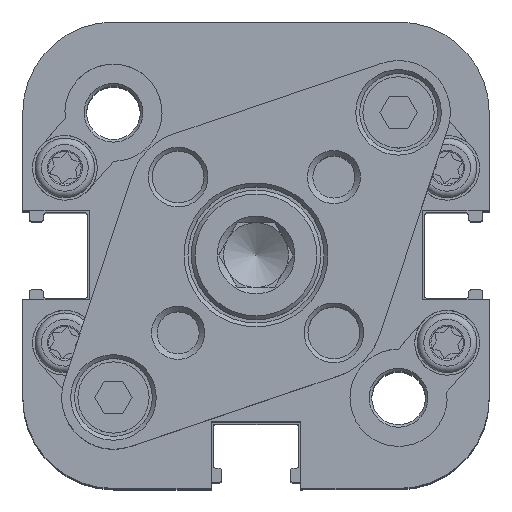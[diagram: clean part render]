
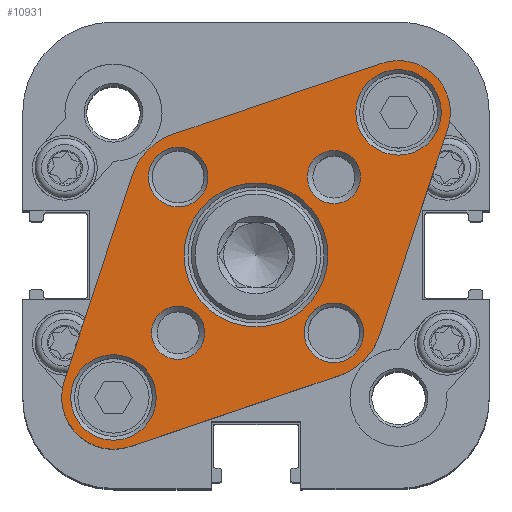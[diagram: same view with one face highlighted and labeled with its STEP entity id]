
A CAD part, top view. The second image highlights one B-rep face of the part: STEP entity #10931.
In plain terms, the highlighted planar face has unit normal (0, 0, 1).
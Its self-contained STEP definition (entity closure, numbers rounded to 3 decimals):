
#814=LINE('',#17798,#1616);
#820=LINE('',#17833,#1622);
#822=LINE('',#17837,#1624);
#825=LINE('',#17844,#1627);
#1616=VECTOR('',#14420,16.737);
#1622=VECTOR('',#14454,17.031);
#1624=VECTOR('',#14458,17.031);
#1627=VECTOR('',#14467,16.737);
#2230=PLANE('',#11992);
#2586=FACE_BOUND('',#4098,.T.);
#2587=FACE_BOUND('',#4099,.T.);
#2588=FACE_BOUND('',#4100,.T.);
#2589=FACE_BOUND('',#4101,.T.);
#2590=FACE_BOUND('',#4102,.T.);
#2591=FACE_BOUND('',#4103,.T.);
#2592=FACE_BOUND('',#4104,.T.);
#3142=FACE_OUTER_BOUND('',#4097,.T.);
#4097=EDGE_LOOP('',(#9096,#9097,#9098,#9099,#9100,#9101,#9102,#9103));
#4098=EDGE_LOOP('',(#9104));
#4099=EDGE_LOOP('',(#9105));
#4100=EDGE_LOOP('',(#9106));
#4101=EDGE_LOOP('',(#9107));
#4102=EDGE_LOOP('',(#9108));
#4103=EDGE_LOOP('',(#9109));
#4104=EDGE_LOOP('',(#9110));
#4826=CIRCLE('',#11955,5.);
#4837=CIRCLE('',#11969,5.);
#4838=CIRCLE('',#11973,4.);
#4839=CIRCLE('',#11976,4.);
#4847=CIRCLE('',#11991,3.3);
#4848=CIRCLE('',#11993,3.3);
#4849=CIRCLE('',#11994,2.3);
#4850=CIRCLE('',#11995,2.05);
#4851=CIRCLE('',#11996,2.05);
#4852=CIRCLE('',#11997,2.3);
#4853=CIRCLE('',#11998,5.55);
#5647=VERTEX_POINT('',#17788);
#5648=VERTEX_POINT('',#17790);
#5650=VERTEX_POINT('',#17796);
#5663=VERTEX_POINT('',#17826);
#5664=VERTEX_POINT('',#17828);
#5665=VERTEX_POINT('',#17832);
#5666=VERTEX_POINT('',#17836);
#5667=VERTEX_POINT('',#17840);
#5675=VERTEX_POINT('',#17868);
#5676=VERTEX_POINT('',#17871);
#5677=VERTEX_POINT('',#17873);
#5678=VERTEX_POINT('',#17875);
#5679=VERTEX_POINT('',#17877);
#5680=VERTEX_POINT('',#17879);
#5681=VERTEX_POINT('',#17881);
#6879=EDGE_CURVE('',#5647,#5648,#4826,.T.);
#6883=EDGE_CURVE('',#5647,#5650,#814,.T.);
#6898=EDGE_CURVE('',#5663,#5664,#4837,.T.);
#6900=EDGE_CURVE('',#5665,#5664,#820,.T.);
#6902=EDGE_CURVE('',#5666,#5648,#822,.T.);
#6904=EDGE_CURVE('',#5667,#5666,#4838,.T.);
#6906=EDGE_CURVE('',#5663,#5667,#825,.T.);
#6907=EDGE_CURVE('',#5650,#5665,#4839,.T.);
#6915=EDGE_CURVE('',#5675,#5675,#4847,.T.);
#6916=EDGE_CURVE('',#5676,#5676,#4848,.T.);
#6917=EDGE_CURVE('',#5677,#5677,#4849,.T.);
#6918=EDGE_CURVE('',#5678,#5678,#4850,.T.);
#6919=EDGE_CURVE('',#5679,#5679,#4851,.T.);
#6920=EDGE_CURVE('',#5680,#5680,#4852,.T.);
#6921=EDGE_CURVE('',#5681,#5681,#4853,.T.);
#9096=ORIENTED_EDGE('',*,*,#6879,.F.);
#9097=ORIENTED_EDGE('',*,*,#6883,.T.);
#9098=ORIENTED_EDGE('',*,*,#6907,.T.);
#9099=ORIENTED_EDGE('',*,*,#6900,.T.);
#9100=ORIENTED_EDGE('',*,*,#6898,.F.);
#9101=ORIENTED_EDGE('',*,*,#6906,.T.);
#9102=ORIENTED_EDGE('',*,*,#6904,.T.);
#9103=ORIENTED_EDGE('',*,*,#6902,.T.);
#9104=ORIENTED_EDGE('',*,*,#6916,.F.);
#9105=ORIENTED_EDGE('',*,*,#6917,.F.);
#9106=ORIENTED_EDGE('',*,*,#6918,.T.);
#9107=ORIENTED_EDGE('',*,*,#6919,.T.);
#9108=ORIENTED_EDGE('',*,*,#6920,.F.);
#9109=ORIENTED_EDGE('',*,*,#6921,.F.);
#9110=ORIENTED_EDGE('',*,*,#6915,.F.);
#10931=ADVANCED_FACE('',(#3142,#2586,#2587,#2588,#2589,#2590,#2591,#2592),
#2230,.T.);
#11955=AXIS2_PLACEMENT_3D('',#17791,#14413,#14414);
#11969=AXIS2_PLACEMENT_3D('',#17829,#14449,#14450);
#11973=AXIS2_PLACEMENT_3D('',#17841,#14462,#14463);
#11976=AXIS2_PLACEMENT_3D('',#17846,#14470,#14471);
#11991=AXIS2_PLACEMENT_3D('',#17869,#14500,#14501);
#11992=AXIS2_PLACEMENT_3D('',#17870,#14502,#14503);
#11993=AXIS2_PLACEMENT_3D('',#17872,#14504,#14505);
#11994=AXIS2_PLACEMENT_3D('',#17874,#14506,#14507);
#11995=AXIS2_PLACEMENT_3D('',#17876,#14508,#14509);
#11996=AXIS2_PLACEMENT_3D('',#17878,#14510,#14511);
#11997=AXIS2_PLACEMENT_3D('',#17880,#14512,#14513);
#11998=AXIS2_PLACEMENT_3D('',#17882,#14514,#14515);
#14413=DIRECTION('center_axis',(0.,0.,
-1.));
#14414=DIRECTION('ref_axis',(-0.71,0.704,0.));
#14420=DIRECTION('',(-0.313,-0.95,0.));
#14449=DIRECTION('center_axis',(0.,0.,
-1.));
#14450=DIRECTION('ref_axis',(0.71,-0.704,0.));
#14454=DIRECTION('',(0.947,0.321,0.));
#14458=DIRECTION('',(-0.947,-0.321,0.));
#14462=DIRECTION('center_axis',(0.,0.,
1.));
#14463=DIRECTION('ref_axis',(1.,0.,0.));
#14467=DIRECTION('',(0.313,0.95,0.));
#14470=DIRECTION('center_axis',(0.,0.,
1.));
#14471=DIRECTION('ref_axis',(1.,0.,0.));
#14500=DIRECTION('center_axis',(0.,0.,
1.));
#14501=DIRECTION('ref_axis',(-1.,0.,0.));
#14502=DIRECTION('center_axis',(0.,0.,
1.));
#14503=DIRECTION('ref_axis',(1.,0.,0.));
#14504=DIRECTION('center_axis',(0.,0.,
1.));
#14505=DIRECTION('ref_axis',(-1.,0.,0.));
#14506=DIRECTION('center_axis',(0.,0.,
1.));
#14507=DIRECTION('ref_axis',(-1.,0.,0.));
#14508=DIRECTION('center_axis',(0.,0.,
-1.));
#14509=DIRECTION('ref_axis',(1.,0.,0.));
#14510=DIRECTION('center_axis',(0.,0.,
-1.));
#14511=DIRECTION('ref_axis',(1.,0.,0.));
#14512=DIRECTION('center_axis',(0.,0.,
1.));
#14513=DIRECTION('ref_axis',(-1.,0.,0.));
#14514=DIRECTION('center_axis',(0.,0.,
1.));
#14515=DIRECTION('ref_axis',(-1.,0.,0.));
#17788=CARTESIAN_POINT('',(-9.555,6.147,66.85));
#17790=CARTESIAN_POINT('',(-6.413,9.316,66.85));
#17791=CARTESIAN_POINT('Origin',(-4.807,4.581,66.85));
#17796=CARTESIAN_POINT('',(-14.799,-9.747,66.85));
#17798=CARTESIAN_POINT('',(-9.61,5.98,66.85));
#17826=CARTESIAN_POINT('',(9.555,-6.147,66.85));
#17828=CARTESIAN_POINT('',(6.413,-9.316,66.85));
#17829=CARTESIAN_POINT('Origin',(4.807,-4.581,66.85));
#17832=CARTESIAN_POINT('',(-9.715,-14.788,66.85));
#17833=CARTESIAN_POINT('',(-3.109,-12.547,66.85));
#17836=CARTESIAN_POINT('',(9.715,14.788,66.85));
#17837=CARTESIAN_POINT('',(3.109,12.547,66.85));
#17840=CARTESIAN_POINT('',(14.799,9.747,66.85));
#17841=CARTESIAN_POINT('Origin',(11.,11.,66.85));
#17844=CARTESIAN_POINT('',(9.61,-5.98,66.85));
#17846=CARTESIAN_POINT('Origin',(-11.,-11.,66.85));
#17868=CARTESIAN_POINT('',(14.3,11.,66.85));
#17869=CARTESIAN_POINT('Origin',(11.,11.,66.85));
#17870=CARTESIAN_POINT('Origin',(0.,0.,
66.85));
#17871=CARTESIAN_POINT('',(-7.7,-11.,66.85));
#17872=CARTESIAN_POINT('Origin',(-11.,-11.,66.85));
#17873=CARTESIAN_POINT('',(8.31,-6.01,66.85));
#17874=CARTESIAN_POINT('Origin',(6.01,-6.01,66.85));
#17875=CARTESIAN_POINT('',(8.06,6.01,66.85));
#17876=CARTESIAN_POINT('Origin',(6.01,6.01,66.85));
#17877=CARTESIAN_POINT('',(-3.96,-6.01,66.85));
#17878=CARTESIAN_POINT('Origin',(-6.01,-6.01,66.85));
#17879=CARTESIAN_POINT('',(-3.71,6.01,66.85));
#17880=CARTESIAN_POINT('Origin',(-6.01,6.01,66.85));
#17881=CARTESIAN_POINT('',(5.55,0.,66.85));
#17882=CARTESIAN_POINT('Origin',(0.,0.,
66.85));
